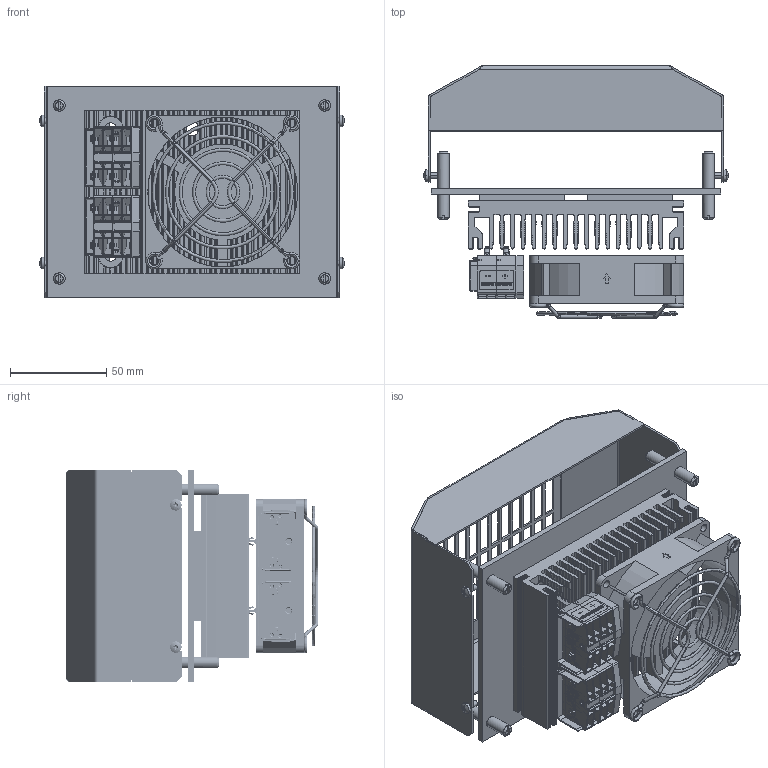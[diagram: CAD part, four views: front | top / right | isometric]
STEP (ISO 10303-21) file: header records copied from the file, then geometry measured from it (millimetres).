
FILE_DESCRIPTION((''),'2;1');
FILE_NAME('3030303_ASM','2024-02-07T11:56:40',('alexcam'),(''),'CREO PARAMETRIC BY PTC INC, 2023294','CREO PARAMETRIC BY PTC INC, 2023294','');
FILE_SCHEMA(('AUTOMOTIVE_DESIGN { 1 0 10303 214 1 1 1 1 }'));
Products named in the file (16): TG3030-42980-AMB-INS2_1_1; SET_SCREW_M6X35_1_1; TG3030-AMB_ASM_1_ASM_1_ASM; TG3030-42976-INT-HS_1_1; FAN-80X80X25_1_1; FINGER_GUARD_80X80_AXIAL_FAN_1_; SUPU_MINI-TERMINAL_BLOCK_254_1_; SUPU_END_PLATE_254SERIES_1_1; SUPU_254_MINI-TERMINAL_BLOCK__1_ASM; TG3030_PWR_LABEL_INTFAN_1_1; TG3030_PWR_LABEL_AMBFAN_1_1; TG3030-INT-2023_ASM_1_ASM_1_ASM; TG3030-42985-COVER_1_1; SCREW_DIN_7985-M3X6-4_8_1_1; TG3030-2016_ASM_1_ASM_1_ASM; 3030303_ASM
Assembly tree (23 placements, depth 5):
  3030303_ASM
    TG3030-2016_ASM_1_ASM_1_ASM
      TG3030-AMB_ASM_1_ASM_1_ASM
        TG3030-42980-AMB-INS2_1_1
        SET_SCREW_M6X35_1_1  x4
      TG3030-INT-2023_ASM_1_ASM_1_ASM
        TG3030-42976-INT-HS_1_1
        FAN-80X80X25_1_1
        FINGER_GUARD_80X80_AXIAL_FAN_1_
        SUPU_254_MINI-TERMINAL_BLOCK__1_ASM  x2
          SUPU_MINI-TERMINAL_BLOCK_254_1_
          SUPU_END_PLATE_254SERIES_1_1
        TG3030_PWR_LABEL_INTFAN_1_1
        TG3030_PWR_LABEL_AMBFAN_1_1
      TG3030-42985-COVER_1_1
      SCREW_DIN_7985-M3X6-4_8_1_1  x4
Bounding box: 158.23 x 131.35 x 110 mm (x, y, z)
Volume: 288238 mm3; surface area: 245152.9 mm2
Topology: 21 solids, 29 shells, 8210 faces, 24588 edges, 16638 vertices
Faces by surface type: plane 6268, cylinder 1330, extrusion 198, cone 170, torus 156, bspline 52, sphere 36
Entity records: 159599 total; most frequent: CARTESIAN_POINT 31129, ORIENTED_EDGE 22300, DIRECTION 20246, EDGE_CURVE 11152, VECTOR 7972, LINE 7864, VERTEX_POINT 7670, PRESENTATION_STYLE_ASSIGNMENT 6583
